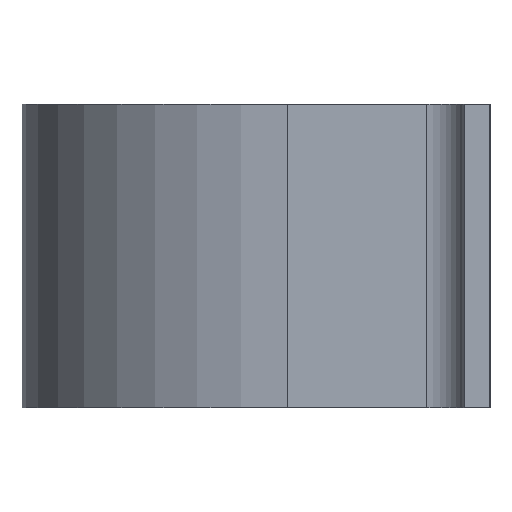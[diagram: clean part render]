
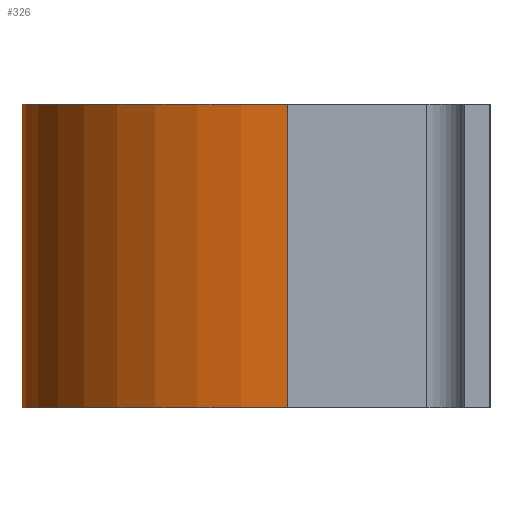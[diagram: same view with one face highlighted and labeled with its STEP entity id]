
A CAD part, left-side view. The second image highlights one B-rep face of the part: STEP entity #326.
In plain terms, the highlighted cylindrical face has radius 10.5 mm (diameter 21 mm), a partial arc.
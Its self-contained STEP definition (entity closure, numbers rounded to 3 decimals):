
#4 = VECTOR ( 'NONE', #419, 1000. ) ;
#18 = LINE ( 'NONE', #989, #4 ) ;
#26 = ORIENTED_EDGE ( 'NONE', *, *, #284, .F. ) ;
#34 = CARTESIAN_POINT ( 'NONE',  ( -10.5, 8., 6. ) ) ;
#41 = CARTESIAN_POINT ( 'NONE',  ( 0., 8., -6. ) ) ;
#42 = AXIS2_PLACEMENT_3D ( 'NONE', #642, #202, #766 ) ;
#48 = FACE_OUTER_BOUND ( 'NONE', #639, .T. ) ;
#61 = CIRCLE ( 'NONE', #267, 10.5 ) ;
#190 = VERTEX_POINT ( 'NONE', #1027 ) ;
#202 = DIRECTION ( 'NONE',  ( 0., 0., -1. ) ) ;
#221 = EDGE_CURVE ( 'NONE', #694, #881, #226, .T. ) ;
#226 = CIRCLE ( 'NONE', #417, 10.5 ) ;
#267 = AXIS2_PLACEMENT_3D ( 'NONE', #41, #845, #925 ) ;
#284 = EDGE_CURVE ( 'NONE', #694, #551, #18, .T. ) ;
#326 = ADVANCED_FACE ( 'NONE', ( #48 ), #900, .T. ) ;
#366 = EDGE_CURVE ( 'NONE', #881, #190, #835, .T. ) ;
#391 = ORIENTED_EDGE ( 'NONE', *, *, #221, .T. ) ;
#417 = AXIS2_PLACEMENT_3D ( 'NONE', #886, #1050, #1046 ) ;
#419 = DIRECTION ( 'NONE',  ( 0., 0., -1. ) ) ;
#551 = VERTEX_POINT ( 'NONE', #946 ) ;
#639 = EDGE_LOOP ( 'NONE', ( #731, #26, #391, #791 ) ) ;
#642 = CARTESIAN_POINT ( 'NONE',  ( 0., 8., 6. ) ) ;
#694 = VERTEX_POINT ( 'NONE', #34 ) ;
#731 = ORIENTED_EDGE ( 'NONE', *, *, #920, .F. ) ;
#732 = CARTESIAN_POINT ( 'NONE',  ( 10.5, 8., 6. ) ) ;
#766 = DIRECTION ( 'NONE',  ( -1., 0., 0. ) ) ;
#791 = ORIENTED_EDGE ( 'NONE', *, *, #366, .T. ) ;
#835 = LINE ( 'NONE', #890, #921 ) ;
#845 = DIRECTION ( 'NONE',  ( 0., 0., -1. ) ) ;
#881 = VERTEX_POINT ( 'NONE', #732 ) ;
#886 = CARTESIAN_POINT ( 'NONE',  ( 0., 8., 6. ) ) ;
#890 = CARTESIAN_POINT ( 'NONE',  ( 10.5, 8., 6. ) ) ;
#900 = CYLINDRICAL_SURFACE ( 'NONE', #42, 10.5 ) ;
#920 = EDGE_CURVE ( 'NONE', #551, #190, #61, .T. ) ;
#921 = VECTOR ( 'NONE', #1019, 1000. ) ;
#925 = DIRECTION ( 'NONE',  ( 1., 0., 0. ) ) ;
#946 = CARTESIAN_POINT ( 'NONE',  ( -10.5, 8., -6. ) ) ;
#989 = CARTESIAN_POINT ( 'NONE',  ( -10.5, 8., 6. ) ) ;
#1019 = DIRECTION ( 'NONE',  ( 0., 0., -1. ) ) ;
#1027 = CARTESIAN_POINT ( 'NONE',  ( 10.5, 8., -6. ) ) ;
#1046 = DIRECTION ( 'NONE',  ( 1., 0., 0. ) ) ;
#1050 = DIRECTION ( 'NONE',  ( 0., 0., -1. ) ) ;
